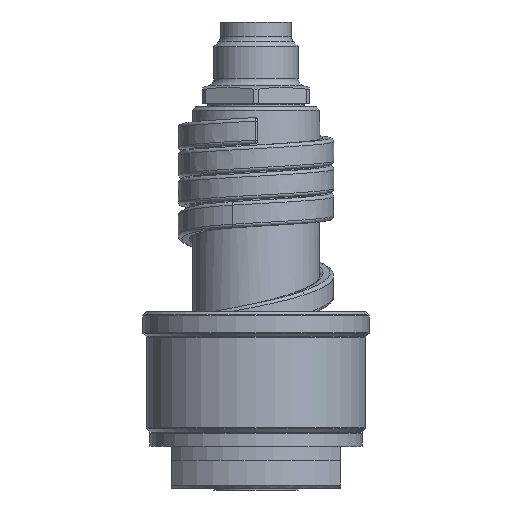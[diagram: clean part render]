
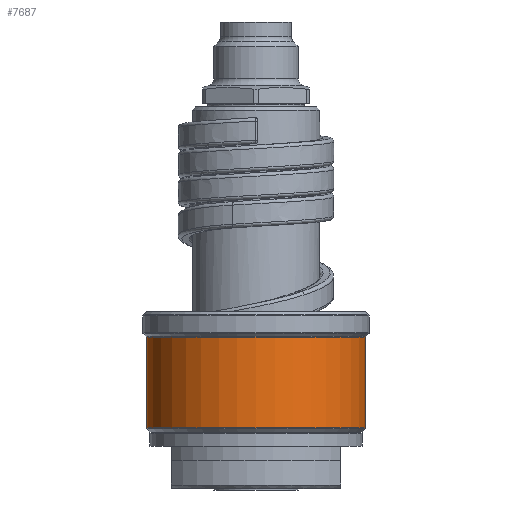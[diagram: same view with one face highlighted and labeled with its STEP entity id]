
A CAD part, front view. The second image highlights one B-rep face of the part: STEP entity #7687.
In plain terms, the highlighted cylindrical face has radius 15.5 mm (diameter 31 mm), a partial arc.
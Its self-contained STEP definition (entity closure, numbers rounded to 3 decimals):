
#1403=CARTESIAN_POINT('',(0.,0.,8.583));
#1404=DIRECTION('',(0.,0.,1.));
#1405=DIRECTION('',(-1.,0.,0.));
#1406=AXIS2_PLACEMENT_3D('',#1403,#1404,#1405);
#1408=DIRECTION('',(0.,0.,-1.));
#1409=VECTOR('',#1408,12.835);
#1410=CARTESIAN_POINT('',(-15.5,0.,21.417));
#1411=LINE('',#1410,#1409);
#1412=CARTESIAN_POINT('',(0.,0.,21.417));
#1413=DIRECTION('',(0.,0.,1.));
#1414=DIRECTION('',(-1.,0.,0.));
#1415=AXIS2_PLACEMENT_3D('',#1412,#1413,#1414);
#1417=DIRECTION('',(0.,0.,-1.));
#1418=VECTOR('',#1417,12.835);
#1419=CARTESIAN_POINT('',(15.5,0.,21.417));
#1420=LINE('',#1419,#1418);
#5778=CARTESIAN_POINT('',(15.5,0.,21.417));
#5779=CARTESIAN_POINT('',(-15.5,0.,21.417));
#5780=VERTEX_POINT('',#5778);
#5781=VERTEX_POINT('',#5779);
#5804=CARTESIAN_POINT('',(15.5,0.,8.583));
#5805=VERTEX_POINT('',#5804);
#5806=CARTESIAN_POINT('',(-15.5,0.,8.583));
#5807=VERTEX_POINT('',#5806);
#7675=CARTESIAN_POINT('',(0.,0.,7.15));
#7676=DIRECTION('',(0.,0.,1.));
#7677=DIRECTION('',(-1.,0.,0.));
#7678=AXIS2_PLACEMENT_3D('',#7675,#7676,#7677);
#7679=CYLINDRICAL_SURFACE('',#7678,15.5);
#7680=ORIENTED_EDGE('',*,*,#7647,.F.);
#7681=ORIENTED_EDGE('',*,*,#7665,.F.);
#7683=ORIENTED_EDGE('',*,*,#7682,.T.);
#7684=ORIENTED_EDGE('',*,*,#7661,.T.);
#7685=EDGE_LOOP('',(#7680,#7681,#7683,#7684));
#7686=FACE_OUTER_BOUND('',#7685,.F.);
#1407=CIRCLE('',#1406,15.5);
#1416=CIRCLE('',#1415,15.5);
#7647=EDGE_CURVE('',#5807,#5805,#1407,.T.);
#7661=EDGE_CURVE('',#5780,#5805,#1420,.T.);
#7665=EDGE_CURVE('',#5781,#5807,#1411,.T.);
#7682=EDGE_CURVE('',#5781,#5780,#1416,.T.);
#7687=ADVANCED_FACE('',(#7686),#7679,.T.);
